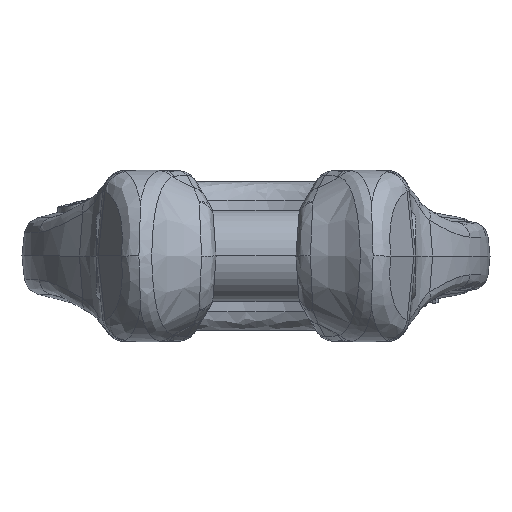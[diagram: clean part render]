
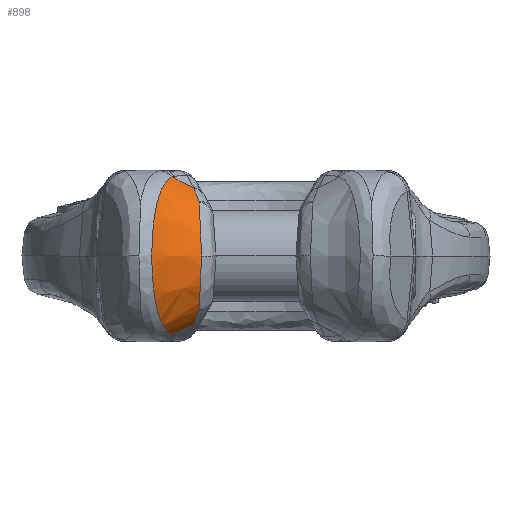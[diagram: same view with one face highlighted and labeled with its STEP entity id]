
A CAD part, front view. The second image highlights one B-rep face of the part: STEP entity #898.
In plain terms, the highlighted free-form (B-spline) face has degree [3, 3] with [4, 4] control points.
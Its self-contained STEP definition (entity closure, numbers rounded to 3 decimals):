
#898=ADVANCED_FACE('NONE',(#2429),#2430,.F.);
#2429=FACE_OUTER_BOUND('',#5040,.T.);
#2430=(B_SPLINE_SURFACE(3,3,((#5042,#5043,#5044,#5045),(#5046,#5047,#5048,#5049),(#5050,#5051,#5052,#5053),(#5054,#5055,#5056,#5057)),.UNSPECIFIED.,.F.,.F.,.F.)B_SPLINE_SURFACE_WITH_KNOTS((4,4),(4,4),(0.0,0.996),(0.0,1.0),.UNSPECIFIED.)RATIONAL_B_SPLINE_SURFACE(((1.0,0.636,0.636,1.0),(0.986,0.627,0.627,0.986),(0.986,0.627,0.627,0.986),(1.,0.636,0.636,1.)))BOUNDED_SURFACE()REPRESENTATION_ITEM('')GEOMETRIC_REPRESENTATION_ITEM()SURFACE());
#5040=EDGE_LOOP('',(#18783,#18784,#18785,#18786,#18787,#18788,#18789));
#5042=CARTESIAN_POINT('',(-9.147,-23.876,8.275));
#5043=CARTESIAN_POINT('',(-9.147,-31.605,4.337));
#5044=CARTESIAN_POINT('',(-9.147,-31.605,-4.337));
#5045=CARTESIAN_POINT('',(-9.147,-23.876,-8.275));
#5046=CARTESIAN_POINT('',(-7.89,-23.311,7.166));
#5047=CARTESIAN_POINT('',(-7.89,-30.004,3.756));
#5048=CARTESIAN_POINT('',(-7.89,-30.004,-3.756));
#5049=CARTESIAN_POINT('',(-7.89,-23.311,-7.166));
#5050=CARTESIAN_POINT('',(-6.408,-22.872,6.305));
#5051=CARTESIAN_POINT('',(-6.408,-28.761,3.304));
#5052=CARTESIAN_POINT('',(-6.408,-28.761,-3.304));
#5053=CARTESIAN_POINT('',(-6.408,-22.872,-6.305));
#5054=CARTESIAN_POINT('',(-4.761,-22.578,5.727));
#5055=CARTESIAN_POINT('',(-4.761,-27.928,3.002));
#5056=CARTESIAN_POINT('',(-4.761,-27.928,-3.002));
#5057=CARTESIAN_POINT('',(-4.761,-22.578,-5.727));
#18783=ORIENTED_EDGE('',*,*,#23914,.F.);
#18784=ORIENTED_EDGE('',*,*,#23915,.F.);
#18785=ORIENTED_EDGE('',*,*,#23916,.F.);
#18786=ORIENTED_EDGE('',*,*,#23812,.F.);
#18787=ORIENTED_EDGE('',*,*,#23808,.F.);
#18788=ORIENTED_EDGE('',*,*,#23917,.F.);
#18789=ORIENTED_EDGE('',*,*,#23918,.F.);
#23808=EDGE_CURVE('NONE',#26464,#26466,#26467,.T.);
#23812=EDGE_CURVE('NONE',#26466,#26470,#26472,.T.);
#23914=EDGE_CURVE('NONE',#26617,#26618,#26619,.T.);
#23915=EDGE_CURVE('NONE',#26620,#26617,#26621,.T.);
#23916=EDGE_CURVE('NONE',#26470,#26620,#26622,.T.);
#23917=EDGE_CURVE('NONE',#26603,#26464,#26623,.T.);
#23918=EDGE_CURVE('NONE',#26618,#26603,#26624,.T.);
#26464=VERTEX_POINT('NONE',#30958);
#26466=VERTEX_POINT('NONE',#30969);
#26467=B_SPLINE_CURVE_WITH_KNOTS('',3,(#30970,#30971,#30972,#30973,#30974,#30975,#30976,#30977,#30978,#30979,#30980,#30981),.UNSPECIFIED.,.F.,.F.,(4,2,2,2,2,4),(0.0,0.25,0.375,0.5,0.75,1.0),.UNSPECIFIED.);
#26470=VERTEX_POINT('NONE',#31004);
#26472=B_SPLINE_CURVE_WITH_KNOTS('',3,(#31015,#31016,#31017,#31018,#31019,#31020,#31021,#31022,#31023,#31024,#31025,#31026),.UNSPECIFIED.,.F.,.F.,(4,2,2,2,2,4),(0.0,0.25,0.5,0.625,0.75,1.0),.UNSPECIFIED.);
#26603=VERTEX_POINT('NONE',#31701);
#26617=VERTEX_POINT('NONE',#31739);
#26618=VERTEX_POINT('NONE',#31740);
#26619=B_SPLINE_CURVE_WITH_KNOTS('',3,(#31741,#31742,#31743,#31744,#31745,#31746,#31747,#31748,#31749,#31750,#31751,#31752,#31753,#31754,#31755,#31756,#31757,#31758,#31759,#31760,#31761,#31762,#31763,#31764,#31765,#31766,#31767,#31768,#31769,#31770,#31771,#31772,#31773,#31774,#31775,#31776,#31777,#31778,#31779,#31780,#31781,#31782,#31783,#31784,#31785,#31786),.UNSPECIFIED.,.F.,.F.,(4,2,2,2,2,2,2,2,2,2,2,2,2,2,2,2,2,2,2,2,2,2,4),(0.0,0.063,0.094,0.125,0.188,0.25,0.313,0.344,0.375,0.438,0.5,0.531,0.563,0.625,0.656,0.688,0.75,0.781,0.813,0.875,0.906,0.938,1.0),.UNSPECIFIED.);
#26620=VERTEX_POINT('NONE',#31787);
#26621=CIRCLE('',#31788,13.0);
#26622=B_SPLINE_CURVE_WITH_KNOTS('',3,(#31789,#31790,#31791,#31792),.UNSPECIFIED.,.F.,.F.,(4,4),(0.0,1.0),.UNSPECIFIED.);
#26623=B_SPLINE_CURVE_WITH_KNOTS('',3,(#31793,#31794,#31795,#31796),.UNSPECIFIED.,.F.,.F.,(4,4),(0.0,1.0),.UNSPECIFIED.);
#26624=CIRCLE('',#31797,13.0);
#30958=CARTESIAN_POINT('',(-4.977,-24.126,4.743));
#30969=CARTESIAN_POINT('',(-4.771,-26.092,0.));
#30970=CARTESIAN_POINT('',(-4.977,-24.126,4.743));
#30971=CARTESIAN_POINT('',(-4.963,-24.445,4.435));
#30972=CARTESIAN_POINT('',(-4.949,-24.727,4.101));
#30973=CARTESIAN_POINT('',(-4.925,-25.095,3.56));
#30974=CARTESIAN_POINT('',(-4.917,-25.209,3.374));
#30975=CARTESIAN_POINT('',(-4.9,-25.419,2.987));
#30976=CARTESIAN_POINT('',(-4.891,-25.515,2.787));
#30977=CARTESIAN_POINT('',(-4.865,-25.769,2.174));
#30978=CARTESIAN_POINT('',(-4.847,-25.895,1.754));
#30979=CARTESIAN_POINT('',(-4.809,-26.061,0.889));
#30980=CARTESIAN_POINT('',(-4.79,-26.099,0.441));
#30981=CARTESIAN_POINT('',(-4.771,-26.092,0.));
#31004=CARTESIAN_POINT('',(-4.977,-24.126,-4.743));
#31015=CARTESIAN_POINT('',(-4.771,-26.092,0.));
#31016=CARTESIAN_POINT('',(-4.79,-26.099,-0.441));
#31017=CARTESIAN_POINT('',(-4.809,-26.061,-0.889));
#31018=CARTESIAN_POINT('',(-4.847,-25.895,-1.754));
#31019=CARTESIAN_POINT('',(-4.865,-25.769,-2.174));
#31020=CARTESIAN_POINT('',(-4.891,-25.515,-2.787));
#31021=CARTESIAN_POINT('',(-4.9,-25.419,-2.987));
#31022=CARTESIAN_POINT('',(-4.917,-25.209,-3.374));
#31023=CARTESIAN_POINT('',(-4.925,-25.095,-3.56));
#31024=CARTESIAN_POINT('',(-4.949,-24.727,-4.101));
#31025=CARTESIAN_POINT('',(-4.963,-24.445,-4.435));
#31026=CARTESIAN_POINT('',(-4.977,-24.126,-4.743));
#31701=CARTESIAN_POINT('',(-5.468,-22.716,5.997));
#31739=CARTESIAN_POINT('',(-7.349,-23.202,-6.951));
#31740=CARTESIAN_POINT('',(-7.349,-23.202,6.951));
#31741=CARTESIAN_POINT('',(-7.349,-23.202,-6.951));
#31742=CARTESIAN_POINT('',(-7.5,-23.577,-6.876));
#31743=CARTESIAN_POINT('',(-7.639,-23.946,-6.771));
#31744=CARTESIAN_POINT('',(-7.834,-24.49,-6.567));
#31745=CARTESIAN_POINT('',(-7.897,-24.67,-6.492));
#31746=CARTESIAN_POINT('',(-8.018,-25.026,-6.324));
#31747=CARTESIAN_POINT('',(-8.076,-25.203,-6.232));
#31748=CARTESIAN_POINT('',(-8.244,-25.721,-5.933));
#31749=CARTESIAN_POINT('',(-8.346,-26.049,-5.705));
#31750=CARTESIAN_POINT('',(-8.53,-26.671,-5.19));
#31751=CARTESIAN_POINT('',(-8.614,-26.966,-4.9));
#31752=CARTESIAN_POINT('',(-8.761,-27.498,-4.277));
#31753=CARTESIAN_POINT('',(-8.824,-27.737,-3.943));
#31754=CARTESIAN_POINT('',(-8.907,-28.053,-3.406));
#31755=CARTESIAN_POINT('',(-8.932,-28.152,-3.22));
#31756=CARTESIAN_POINT('',(-8.978,-28.331,-2.843));
#31757=CARTESIAN_POINT('',(-8.998,-28.411,-2.651));
#31758=CARTESIAN_POINT('',(-9.052,-28.628,-2.066));
#31759=CARTESIAN_POINT('',(-9.079,-28.739,-1.662));
#31760=CARTESIAN_POINT('',(-9.115,-28.888,-0.83));
#31761=CARTESIAN_POINT('',(-9.124,-28.925,-0.413));
#31762=CARTESIAN_POINT('',(-9.124,-28.924,0.215));
#31763=CARTESIAN_POINT('',(-9.122,-28.915,0.425));
#31764=CARTESIAN_POINT('',(-9.113,-28.877,0.845));
#31765=CARTESIAN_POINT('',(-9.106,-28.848,1.055));
#31766=CARTESIAN_POINT('',(-9.078,-28.736,1.674));
#31767=CARTESIAN_POINT('',(-9.051,-28.626,2.075));
#31768=CARTESIAN_POINT('',(-8.997,-28.407,2.662));
#31769=CARTESIAN_POINT('',(-8.976,-28.324,2.857));
#31770=CARTESIAN_POINT('',(-8.93,-28.144,3.234));
#31771=CARTESIAN_POINT('',(-8.905,-28.047,3.417));
#31772=CARTESIAN_POINT('',(-8.823,-27.732,3.949));
#31773=CARTESIAN_POINT('',(-8.76,-27.493,4.283));
#31774=CARTESIAN_POINT('',(-8.649,-27.092,4.752));
#31775=CARTESIAN_POINT('',(-8.609,-26.951,4.903));
#31776=CARTESIAN_POINT('',(-8.526,-26.66,5.188));
#31777=CARTESIAN_POINT('',(-8.482,-26.51,5.323));
#31778=CARTESIAN_POINT('',(-8.345,-26.047,5.707));
#31779=CARTESIAN_POINT('',(-8.244,-25.719,5.934));
#31780=CARTESIAN_POINT('',(-8.076,-25.201,6.233));
#31781=CARTESIAN_POINT('',(-8.017,-25.024,6.325));
#31782=CARTESIAN_POINT('',(-7.896,-24.668,6.492));
#31783=CARTESIAN_POINT('',(-7.833,-24.488,6.568));
#31784=CARTESIAN_POINT('',(-7.639,-23.945,6.771));
#31785=CARTESIAN_POINT('',(-7.5,-23.576,6.876));
#31786=CARTESIAN_POINT('',(-7.349,-23.202,6.951));
#31787=CARTESIAN_POINT('',(-5.468,-22.716,-5.997));
#31788=AXIS2_PLACEMENT_3D('',#44388,#44389,#44390);
#31789=CARTESIAN_POINT('',(-4.977,-24.126,-4.743));
#31790=CARTESIAN_POINT('',(-5.162,-23.726,-5.226));
#31791=CARTESIAN_POINT('',(-5.328,-23.26,-5.647));
#31792=CARTESIAN_POINT('',(-5.468,-22.716,-5.997));
#31793=CARTESIAN_POINT('',(-5.468,-22.716,5.997));
#31794=CARTESIAN_POINT('',(-5.328,-23.26,5.647));
#31795=CARTESIAN_POINT('',(-5.162,-23.726,5.226));
#31796=CARTESIAN_POINT('',(-4.977,-24.126,4.743));
#31797=AXIS2_PLACEMENT_3D('',#44391,#44392,#44393);
#44388=CARTESIAN_POINT('',(0.,-28.07,-16.506));
#44389=DIRECTION('',(0.0,-0.891,0.454));
#44390=DIRECTION('',(0.0,-0.454,-0.891));
#44391=CARTESIAN_POINT('',(0.,-28.07,16.506));
#44392=DIRECTION('',(0.0,-0.891,-0.454));
#44393=DIRECTION('',(0.0,-0.454,0.891));
